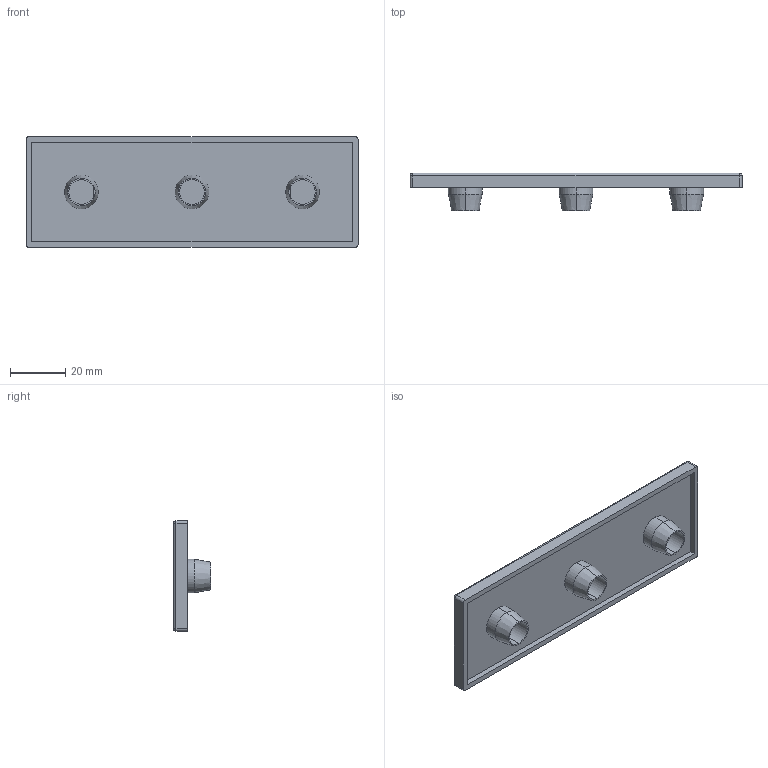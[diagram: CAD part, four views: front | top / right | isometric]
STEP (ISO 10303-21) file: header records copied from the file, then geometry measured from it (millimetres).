
FILE_DESCRIPTION (( 'STEP AP214' ), '1' );
FILE_NAME ('SNSD.30.50.45. Çàãëóøêà òîðöåâàÿ 40x120(E11).STEP', '2014-11-20T09:26:02', ( 'XTreme.ws' ), ( 'XTreme.ws' ), 'SwSTEP 2.0', 'SolidWorks 2014', '' );
FILE_SCHEMA (( 'AUTOMOTIVE_DESIGN' ));
Length unit declared in the file: millimetre
Products named in the file (1): SNSD.30.50.45. Çàãëóøêà òîðöåâàÿ 40x120(E11)
Bounding box: 120 x 13.6 x 40 mm (x, y, z)
Volume: 18305.2 mm3; surface area: 13647.3 mm2
Topology: 1 solids, 1 shells, 47 faces, 100 edges, 58 vertices
Faces by surface type: cylinder 20, plane 17, cone 6, sphere 4
Entity records: 1266 total; most frequent: DIRECTION 238, CARTESIAN_POINT 202, ORIENTED_EDGE 192, EDGE_CURVE 96, AXIS2_PLACEMENT_3D 94, VERTEX_POINT 58, EDGE_LOOP 54, LINE 50
